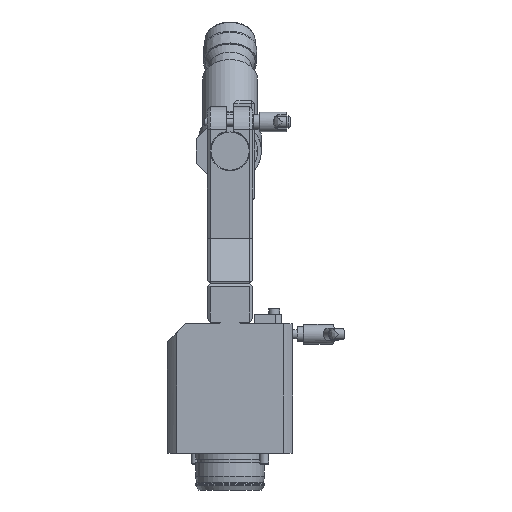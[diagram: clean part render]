
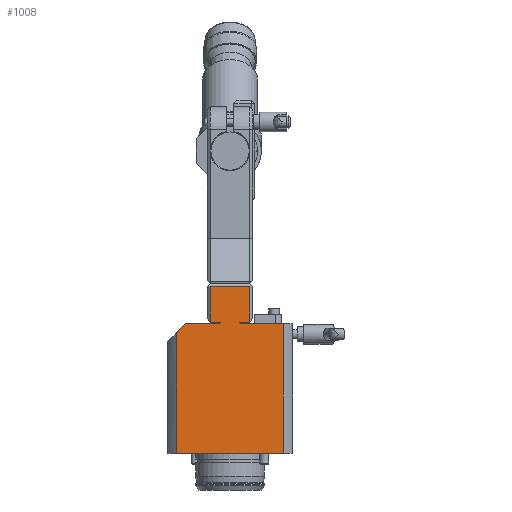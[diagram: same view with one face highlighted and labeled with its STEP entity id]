
A CAD part, front view. The second image highlights one B-rep face of the part: STEP entity #1008.
In plain terms, the highlighted planar face has unit normal (0, -1, 0).
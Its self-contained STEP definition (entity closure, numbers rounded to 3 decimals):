
#1008=ADVANCED_FACE('',(#1300),#1162,.F.);
#1162=PLANE('',#3943);
#1300=FACE_OUTER_BOUND('',#1528,.T.);
#1528=EDGE_LOOP('',(#2203,#2204,#2205,#2206,#2207,#2208,#2209,#2210,#2211,
#2212,#2213,#2214,#2215));
#2203=ORIENTED_EDGE('',*,*,#3080,.F.);
#2204=ORIENTED_EDGE('',*,*,#3098,.T.);
#2205=ORIENTED_EDGE('',*,*,#3099,.F.);
#2206=ORIENTED_EDGE('',*,*,#3100,.T.);
#2207=ORIENTED_EDGE('',*,*,#3101,.T.);
#2208=ORIENTED_EDGE('',*,*,#3102,.T.);
#2209=ORIENTED_EDGE('',*,*,#3103,.F.);
#2210=ORIENTED_EDGE('',*,*,#3104,.T.);
#2211=ORIENTED_EDGE('',*,*,#3076,.F.);
#2212=ORIENTED_EDGE('',*,*,#3097,.T.);
#2213=ORIENTED_EDGE('',*,*,#3105,.F.);
#2214=ORIENTED_EDGE('',*,*,#3070,.T.);
#2215=ORIENTED_EDGE('',*,*,#3106,.F.);
#2678=VERTEX_POINT('',#6266);
#2684=VERTEX_POINT('',#6278);
#2690=VERTEX_POINT('',#6293);
#2691=VERTEX_POINT('',#6294);
#2694=VERTEX_POINT('',#6300);
#2695=VERTEX_POINT('',#6302);
#2707=VERTEX_POINT('',#6331);
#2708=VERTEX_POINT('',#6335);
#2709=VERTEX_POINT('',#6337);
#2710=VERTEX_POINT('',#6339);
#2711=VERTEX_POINT('',#6341);
#2712=VERTEX_POINT('',#6343);
#2713=VERTEX_POINT('',#6345);
#3070=EDGE_CURVE('',#2678,#2684,#3382,.T.);
#3076=EDGE_CURVE('',#2690,#2691,#3387,.T.);
#3080=EDGE_CURVE('',#2694,#2695,#3391,.T.);
#3097=EDGE_CURVE('',#2690,#2707,#3402,.T.);
#3098=EDGE_CURVE('',#2694,#2708,#3403,.T.);
#3099=EDGE_CURVE('',#2709,#2708,#3404,.T.);
#3100=EDGE_CURVE('',#2709,#2710,#3405,.T.);
#3101=EDGE_CURVE('',#2710,#2711,#3406,.T.);
#3102=EDGE_CURVE('',#2711,#2712,#3407,.T.);
#3103=EDGE_CURVE('',#2713,#2712,#3408,.T.);
#3104=EDGE_CURVE('',#2713,#2691,#3409,.T.);
#3105=EDGE_CURVE('',#2678,#2707,#3410,.T.);
#3106=EDGE_CURVE('',#2695,#2684,#3411,.T.);
#3382=LINE('',#6279,#3638);
#3387=LINE('',#6292,#3643);
#3391=LINE('',#6301,#3647);
#3402=LINE('',#6332,#3658);
#3403=LINE('',#6334,#3659);
#3404=LINE('',#6336,#3660);
#3405=LINE('',#6338,#3661);
#3406=LINE('',#6340,#3662);
#3407=LINE('',#6342,#3663);
#3408=LINE('',#6344,#3664);
#3409=LINE('',#6346,#3665);
#3410=LINE('',#6347,#3666);
#3411=LINE('',#6348,#3667);
#3638=VECTOR('',#4631,1.);
#3643=VECTOR('',#4642,1.);
#3647=VECTOR('',#4646,1.);
#3658=VECTOR('',#4671,1.);
#3659=VECTOR('',#4674,1.);
#3660=VECTOR('',#4675,1.);
#3661=VECTOR('',#4676,1.);
#3662=VECTOR('',#4677,1.);
#3663=VECTOR('',#4678,1.);
#3664=VECTOR('',#4679,1.);
#3665=VECTOR('',#4680,1.);
#3666=VECTOR('',#4681,1.);
#3667=VECTOR('',#4682,1.);
#3943=AXIS2_PLACEMENT_3D('',#6349,#4683,#4684);
#4631=DIRECTION('',(1.,0.,0.));
#4642=DIRECTION('',(1.,0.,0.));
#4646=DIRECTION('',(1.,0.,0.));
#4671=DIRECTION('',(-0.707,0.,-0.707));
#4674=DIRECTION('',(-0.5,0.,0.866));
#4675=DIRECTION('',(-1.,0.,0.));
#4676=DIRECTION('',(0.,0.,1.));
#4677=DIRECTION('',(-1.,0.,0.));
#4678=DIRECTION('',(0.,0.,-1.));
#4679=DIRECTION('',(-1.,0.,0.));
#4680=DIRECTION('',(-0.5,0.,-0.866));
#4681=DIRECTION('',(0.,0.,1.));
#4682=DIRECTION('',(0.,0.,-1.));
#4683=DIRECTION('',(0.,1.,0.));
#4684=DIRECTION('',(0.,0.,-1.));
#6266=CARTESIAN_POINT('',(-35.004,-35.,0.));
#6278=CARTESIAN_POINT('',(35.004,-35.,0.));
#6279=CARTESIAN_POINT('',(-41.,-35.,0.));
#6292=CARTESIAN_POINT('',(-41.,-35.,85.));
#6293=CARTESIAN_POINT('',(-29.,-35.,85.));
#6294=CARTESIAN_POINT('',(-6.917,-35.,85.));
#6300=CARTESIAN_POINT('',(6.917,-35.,85.));
#6301=CARTESIAN_POINT('',(-41.,-35.,85.));
#6302=CARTESIAN_POINT('',(35.004,-35.,85.));
#6331=CARTESIAN_POINT('',(-35.004,-35.,78.996));
#6332=CARTESIAN_POINT('',(-41.,-35.,73.));
#6334=CARTESIAN_POINT('',(15.,-35.,71.));
#6335=CARTESIAN_POINT('',(6.34,-35.,86.));
#6336=CARTESIAN_POINT('',(15.,-35.,86.));
#6337=CARTESIAN_POINT('',(13.,-35.,86.));
#6338=CARTESIAN_POINT('',(13.,-35.,86.));
#6339=CARTESIAN_POINT('',(13.,-35.,109.));
#6340=CARTESIAN_POINT('',(15.,-35.,109.));
#6341=CARTESIAN_POINT('',(-13.,-35.,109.));
#6342=CARTESIAN_POINT('',(-13.,-35.,86.));
#6343=CARTESIAN_POINT('',(-13.,-35.,86.));
#6344=CARTESIAN_POINT('',(15.,-35.,86.));
#6345=CARTESIAN_POINT('',(-6.34,-35.,86.));
#6346=CARTESIAN_POINT('',(-6.34,-35.,86.));
#6347=CARTESIAN_POINT('',(-35.004,-35.,0.));
#6348=CARTESIAN_POINT('',(35.004,-35.,0.));
#6349=CARTESIAN_POINT('',(-41.,-35.,0.));
